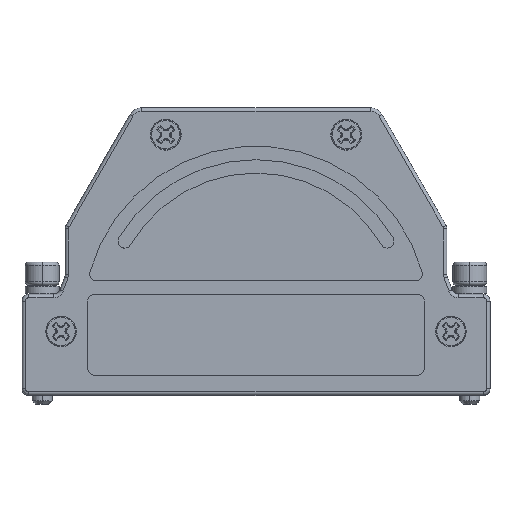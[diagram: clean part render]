
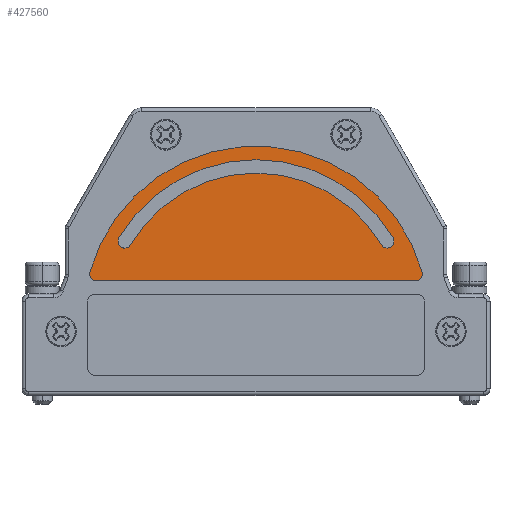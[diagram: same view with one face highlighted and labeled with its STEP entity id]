
A CAD part, top view. The second image highlights one B-rep face of the part: STEP entity #427560.
In plain terms, the highlighted face is planar.
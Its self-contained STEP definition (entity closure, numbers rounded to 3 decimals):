
#426580=CARTESIAN_POINT('',(50.,23.65,-7.2));
#426590=DIRECTION('',(0.,0.,1.));
#426600=DIRECTION('',(1.,0.,0.));
#426610=AXIS2_PLACEMENT_3D('',#426580,#426590,#426600);
#426620=PLANE('',#426610);
#426630=CARTESIAN_POINT('',(50.,13.875,-7.2));
#426640=DIRECTION('',(0.,0.,1.));
#426650=DIRECTION('',(1.,0.,0.));
#426660=AXIS2_PLACEMENT_3D('',#426630,#426640,#426650);
#426670=CIRCLE('',#426660,21.625);
#426680=CARTESIAN_POINT('',(68.626,24.861,-7.2));
#426690=VERTEX_POINT('',#426680);
#426700=CARTESIAN_POINT('',(31.375,24.864,-7.2));
#426710=VERTEX_POINT('',#426700);
#426720=EDGE_CURVE('',#426690,#426710,#426670,.T.);
#426730=ORIENTED_EDGE('',*,*,#426720,.F.);
#426740=CARTESIAN_POINT('',(30.514,25.372,-7.2));
#426750=DIRECTION('',(0.,0.,1.));
#426760=DIRECTION('',(1.,0.,0.));
#426770=AXIS2_PLACEMENT_3D('',#426740,#426750,#426760);
#426780=CIRCLE('',#426770,1.);
#426790=CARTESIAN_POINT('',(30.045,24.49,-7.2));
#426800=VERTEX_POINT('',#426790);
#426810=EDGE_CURVE('',#426800,#426710,#426780,.T.);
#426820=ORIENTED_EDGE('',*,*,#426810,.T.);
#426830=CARTESIAN_POINT('',(30.514,25.372,-7.2));
#426840=DIRECTION('',(0.,0.,1.));
#426850=DIRECTION('',(1.,0.,0.));
#426860=AXIS2_PLACEMENT_3D('',#426830,#426840,#426850);
#426870=CIRCLE('',#426860,1.);
#426880=CARTESIAN_POINT('',(29.653,25.881,-7.2));
#426890=VERTEX_POINT('',#426880);
#426900=EDGE_CURVE('',#426890,#426800,#426870,.T.);
#426910=ORIENTED_EDGE('',*,*,#426900,.T.);
#426920=CARTESIAN_POINT('',(50.,13.875,-7.2));
#426930=DIRECTION('',(0.,0.,1.));
#426940=DIRECTION('',(1.,0.,0.));
#426950=AXIS2_PLACEMENT_3D('',#426920,#426930,#426940);
#426960=CIRCLE('',#426950,23.625);
#426970=CARTESIAN_POINT('',(70.349,25.877,-7.2));
#426980=VERTEX_POINT('',#426970);
#426990=EDGE_CURVE('',#426980,#426890,#426960,.T.);
#427000=ORIENTED_EDGE('',*,*,#426990,.T.);
#427010=CARTESIAN_POINT('',(69.488,25.369,-7.2));
#427020=DIRECTION('',(0.,0.,1.));
#427030=DIRECTION('',(1.,0.,0.));
#427040=AXIS2_PLACEMENT_3D('',#427010,#427020,#427030);
#427050=CIRCLE('',#427040,1.);
#427060=CARTESIAN_POINT('',(69.957,24.486,-7.2));
#427070=VERTEX_POINT('',#427060);
#427080=EDGE_CURVE('',#427070,#426980,#427050,.T.);
#427090=ORIENTED_EDGE('',*,*,#427080,.T.);
#427100=CARTESIAN_POINT('',(69.488,25.369,-7.2));
#427110=DIRECTION('',(0.,0.,1.));
#427120=DIRECTION('',(1.,0.,0.));
#427130=AXIS2_PLACEMENT_3D('',#427100,#427110,#427120);
#427140=CIRCLE('',#427130,1.);
#427150=EDGE_CURVE('',#426690,#427070,#427140,.T.);
#427160=ORIENTED_EDGE('',*,*,#427150,.T.);
#427170=EDGE_LOOP('',(#427160,#427090,#427000,#426910,#426820,#426730));
#427180=FACE_BOUND('',#427170,.T.);
#427190=CARTESIAN_POINT('',(75.,19.5,-7.2));
#427200=DIRECTION('',(-1.,0.,0.));
#427210=VECTOR('',#427200,1.);
#427220=LINE('',#427190,#427210);
#427230=CARTESIAN_POINT('',(73.717,19.5,-7.2));
#427240=VERTEX_POINT('',#427230);
#427250=CARTESIAN_POINT('',(26.283,19.5,-7.2));
#427260=VERTEX_POINT('',#427250);
#427270=EDGE_CURVE('',#427240,#427260,#427220,.T.);
#427280=ORIENTED_EDGE('',*,*,#427270,.T.);
#427290=CARTESIAN_POINT('',(73.717,20.5,-7.2));
#427300=DIRECTION('',(0.,0.,1.));
#427310=DIRECTION('',(1.,0.,0.));
#427320=AXIS2_PLACEMENT_3D('',#427290,#427300,#427310);
#427330=CIRCLE('',#427320,1.);
#427340=CARTESIAN_POINT('',(74.68,20.769,-7.2));
#427350=VERTEX_POINT('',#427340);
#427360=EDGE_CURVE('',#427240,#427350,#427330,.T.);
#427370=ORIENTED_EDGE('',*,*,#427360,.F.);
#427380=CARTESIAN_POINT('',(50.,13.875,-7.2));
#427390=DIRECTION('',(0.,0.,1.));
#427400=DIRECTION('',(1.,0.,0.));
#427410=AXIS2_PLACEMENT_3D('',#427380,#427390,#427400);
#427420=CIRCLE('',#427410,25.625);
#427430=CARTESIAN_POINT('',(25.32,20.769,-7.2));
#427440=VERTEX_POINT('',#427430);
#427450=EDGE_CURVE('',#427350,#427440,#427420,.T.);
#427460=ORIENTED_EDGE('',*,*,#427450,.F.);
#427470=CARTESIAN_POINT('',(26.283,20.5,-7.2));
#427480=DIRECTION('',(0.,0.,1.));
#427490=DIRECTION('',(1.,0.,0.));
#427500=AXIS2_PLACEMENT_3D('',#427470,#427480,#427490);
#427510=CIRCLE('',#427500,1.);
#427520=EDGE_CURVE('',#427440,#427260,#427510,.T.);
#427530=ORIENTED_EDGE('',*,*,#427520,.F.);
#427540=EDGE_LOOP('',(#427530,#427460,#427370,#427280));
#427550=FACE_OUTER_BOUND('',#427540,.T.);
#427560=ADVANCED_FACE('',(#427180,#427550),#426620,.F.);
